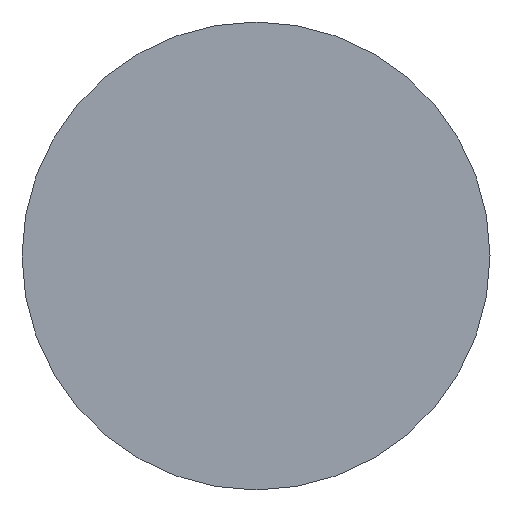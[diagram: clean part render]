
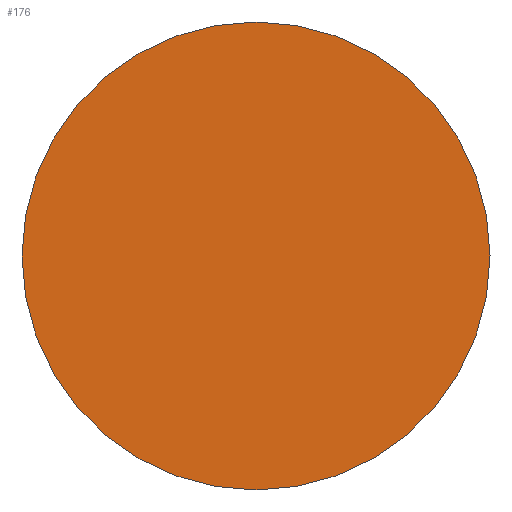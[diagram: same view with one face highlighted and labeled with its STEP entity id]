
A CAD part, front view. The second image highlights one B-rep face of the part: STEP entity #176.
In plain terms, the highlighted planar face has unit normal (0, -1, 0).
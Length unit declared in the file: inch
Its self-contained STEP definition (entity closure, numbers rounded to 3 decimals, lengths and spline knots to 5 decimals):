
#13 = ORIENTED_EDGE ( 'NONE', *, *, #19, .T. ) ;
#19 = EDGE_CURVE ( 'NONE', #352, #457, #67, .T. ) ;
#34 = ORIENTED_EDGE ( 'NONE', *, *, #244, .T. ) ;
#51 = FACE_OUTER_BOUND ( 'NONE', #312, .T. ) ;
#67 = CIRCLE ( 'NONE', #118, 0.0625 ) ;
#83 = DIRECTION ( 'NONE',  ( 0., -1., 0. ) ) ;
#94 = AXIS2_PLACEMENT_3D ( 'NONE', #96, #277, #418 ) ;
#96 = CARTESIAN_POINT ( 'NONE',  ( 0., 0., 0. ) ) ;
#102 = DIRECTION ( 'NONE',  ( 0., 0., -1. ) ) ;
#118 = AXIS2_PLACEMENT_3D ( 'NONE', #401, #83, #296 ) ;
#159 = CARTESIAN_POINT ( 'NONE',  ( 0., 0., -0.0625 ) ) ;
#176 = ADVANCED_FACE ( 'NONE', ( #51 ), #302, .T. ) ;
#201 = CARTESIAN_POINT ( 'NONE',  ( 0., 0., 0. ) ) ;
#244 = EDGE_CURVE ( 'NONE', #457, #352, #294, .T. ) ;
#277 = DIRECTION ( 'NONE',  ( 0., -1., 0. ) ) ;
#294 = CIRCLE ( 'NONE', #94, 0.0625 ) ;
#295 = CARTESIAN_POINT ( 'NONE',  ( 0., 0., 0.0625 ) ) ;
#296 = DIRECTION ( 'NONE',  ( 0., 0., -1. ) ) ;
#302 = PLANE ( 'NONE',  #379 ) ;
#312 = EDGE_LOOP ( 'NONE', ( #13, #34 ) ) ;
#313 = DIRECTION ( 'NONE',  ( 0., -1., 0. ) ) ;
#352 = VERTEX_POINT ( 'NONE', #159 ) ;
#379 = AXIS2_PLACEMENT_3D ( 'NONE', #201, #313, #102 ) ;
#401 = CARTESIAN_POINT ( 'NONE',  ( 0., 0., 0. ) ) ;
#418 = DIRECTION ( 'NONE',  ( 0., 0., -1. ) ) ;
#457 = VERTEX_POINT ( 'NONE', #295 ) ;
